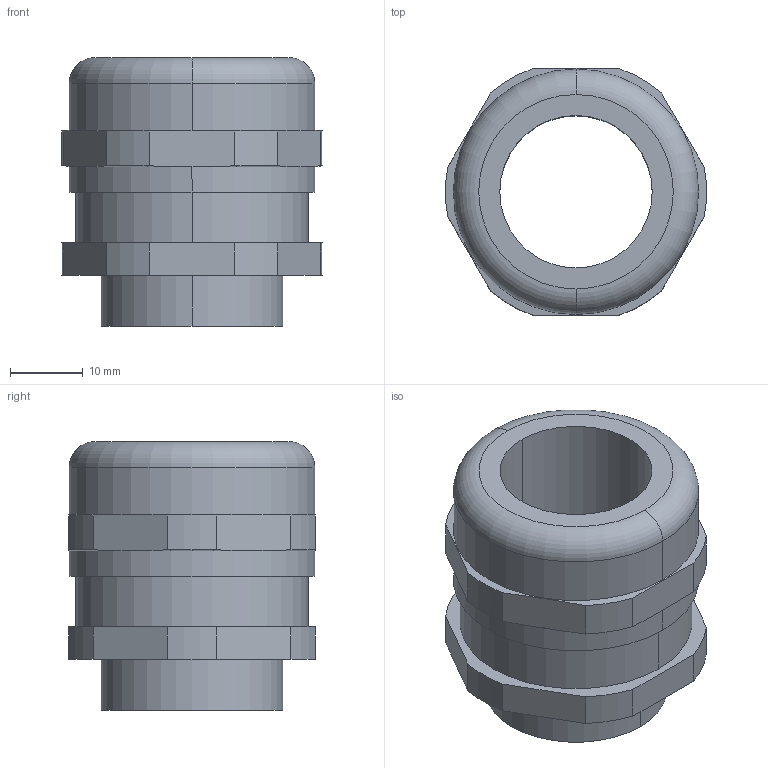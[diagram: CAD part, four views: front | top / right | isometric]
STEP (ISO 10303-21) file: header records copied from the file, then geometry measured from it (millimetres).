
FILE_DESCRIPTION(('Creo Elements/Direct Modeling STEP Export'),'2;1');
FILE_NAME('model.stp','2020-05-28T12:35:46',(''),(''),'Creo Elements/Direct Modeling STEP processor for AP214 (Solid Model)','Creo Elements/Direct Modeling 20.1A 29-Sep-2018 (C) Parametric Technology GmbH','');
FILE_SCHEMA(('AUTOMOTIVE_DESIGN { 1 0 10303 214 1 1 1 1 }'));
Length unit declared in the file: millimetre
Products named in the file (2): HC_M_KV_M25_14_21-select
Assembly tree (1 placements, depth 2):
  HC_M_KV_M25_14_21-select
    HC_M_KV_M25_14_21-select
Bounding box: 35.93 x 34 x 37 mm (x, y, z)
Volume: 17309.2 mm3; surface area: 7591.9 mm2
Topology: 1 solids, 1 shells, 45 faces, 114 edges, 74 vertices
Faces by surface type: cylinder 22, plane 17, cone 4, torus 2
Entity records: 1786 total; most frequent: CARTESIAN_POINT 320, ORIENTED_EDGE 228, DIRECTION 218, EDGE_CURVE 114, AXIS2_PLACEMENT_3D 84, VERTEX_POINT 74, VECTOR 50, LINE 50
